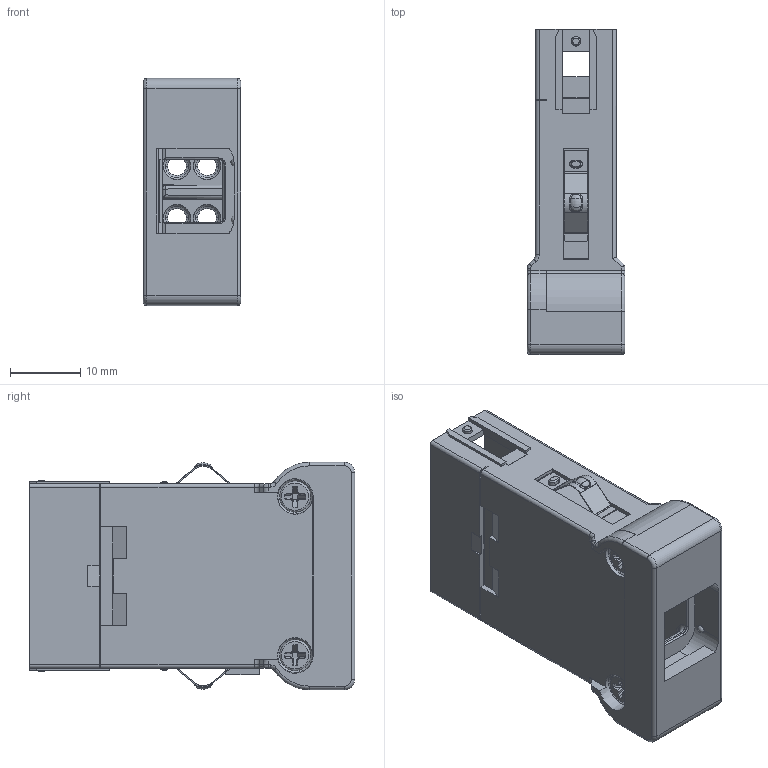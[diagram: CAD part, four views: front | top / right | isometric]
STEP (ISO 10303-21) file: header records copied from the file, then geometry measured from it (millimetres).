
FILE_DESCRIPTION(/* description */ (''),/* implementation_level */ '2;1');
FILE_NAME(/* name */ '1290080100511_01-HMMB_1-008-MC_成品_stp.stp',/* time_stamp */ '2024-02-04T15:19:42+08:00',/* author */ (''),/* organization */ (''),/* preprocessor_version */ 'ST-DEVELOPER v18.1',/* originating_system */ 'SIEMENS PLM Software NX 1980',/* authorisation */ '');
FILE_SCHEMA (('AUTOMOTIVE_DESIGN { 1 0 10303 214 3 1 1 1 }'));
Length unit declared in the file: millimetre
Products named in the file (1): 1318193024BDb7p2
Bounding box: 13.9 x 46.4 x 32.4 mm (x, y, z)
Volume: 0 mm3; surface area: 12207.2 mm2
Topology: 2 solids, 3 shells, 1069 faces, 2869 edges, 1808 vertices
Faces by surface type: plane 651, cylinder 194, cone 118, torus 58, bspline 41, sphere 7
Full cylindrical faces by diameter (mm): 2.5 x4, 2.6 x2, 2.7 x2, 4.4 x2
Entity records: 38052 total; most frequent: CARTESIAN_POINT 11948, ORIENTED_EDGE 5594, DIRECTION 5083, EDGE_CURVE 2797, LINE 1989, VECTOR 1989, VERTEX_POINT 1783, AXIS2_PLACEMENT_3D 1547
